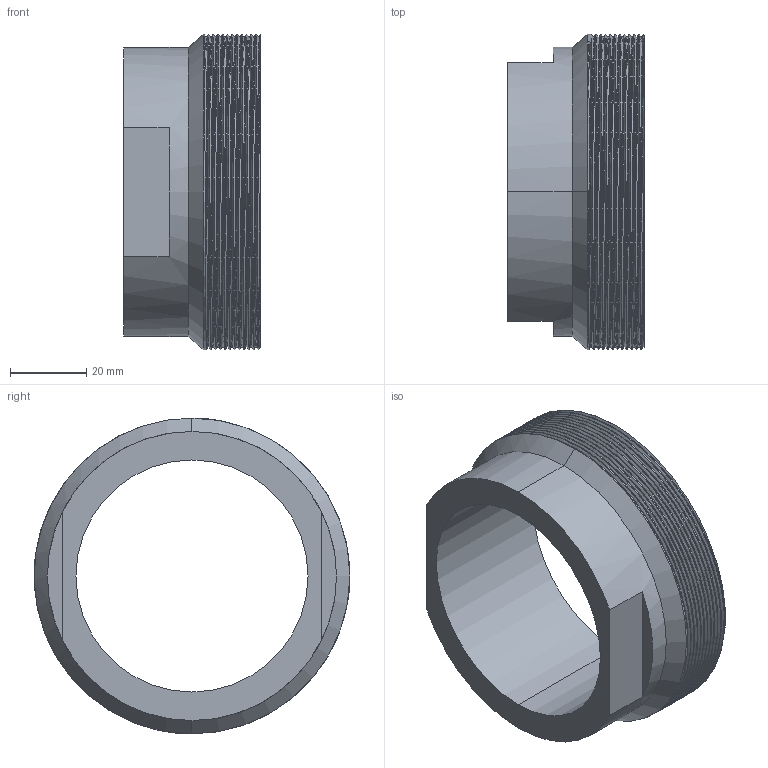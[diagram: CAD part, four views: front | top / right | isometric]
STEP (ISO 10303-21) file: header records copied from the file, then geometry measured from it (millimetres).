
FILE_DESCRIPTION (( 'STEP AP203' ), '1' );
FILE_NAME ('3D_R9366_50_17112360.STEP', '2024-08-20T07:22:11', ( '' ), ( '' ), 'SwSTEP 2.0', 'SolidWorks 2024', '' );
FILE_SCHEMA (( 'CONFIG_CONTROL_DESIGN' ));
Length unit declared in the file: millimetre
Products named in the file (1): 3D_R9366_50_17112360
Bounding box: 36 x 82.98 x 83 mm (x, y, z)
Volume: 69298.9 mm3; surface area: 22487.6 mm2
Topology: 1 solids, 1 shells, 41 faces, 113 edges, 74 vertices
Faces by surface type: cylinder 29, plane 7, bspline 3, cone 2
Entity records: 3546 total; most frequent: CARTESIAN_POINT 2586, ORIENTED_EDGE 226, DIRECTION 148, EDGE_CURVE 113, VERTEX_POINT 74, AXIS2_PLACEMENT_3D 55, EDGE_LOOP 43, FACE_OUTER_BOUND 41
